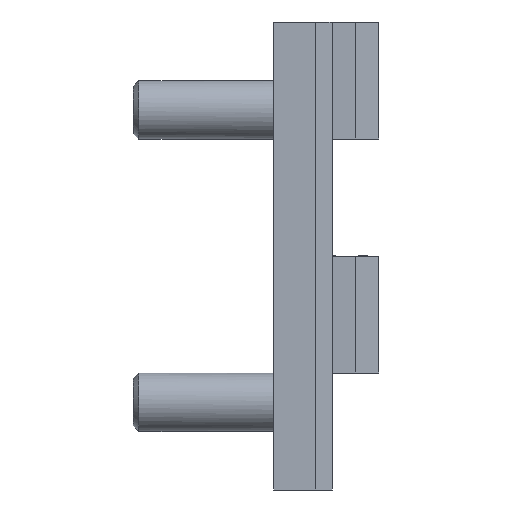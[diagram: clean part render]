
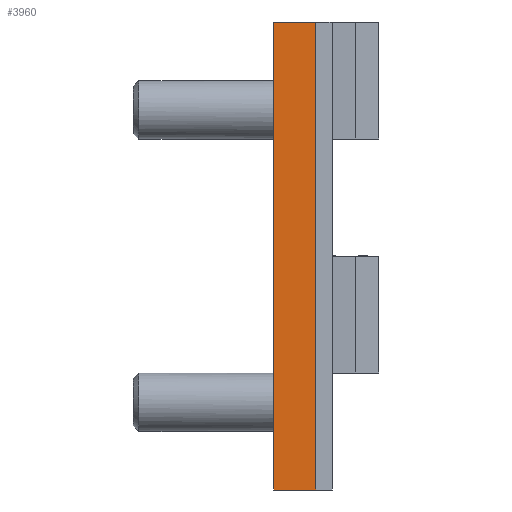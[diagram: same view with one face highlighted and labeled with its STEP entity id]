
A CAD part, left-side view. The second image highlights one B-rep face of the part: STEP entity #3960.
In plain terms, the highlighted planar face has unit normal (-1, 0, 0).
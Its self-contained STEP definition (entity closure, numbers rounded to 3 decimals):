
#339 = PLANE('',#340);
#340 = AXIS2_PLACEMENT_3D('',#341,#342,#343);
#341 = CARTESIAN_POINT('',(31.38,-1.98,
    159.));
#342 = DIRECTION('',(0.,0.,1.));
#343 = DIRECTION('',(-1.,0.,0.));
#825 = PLANE('',#826);
#826 = AXIS2_PLACEMENT_3D('',#827,#828,#829);
#827 = CARTESIAN_POINT('',(32.467,-3.,
    114.88));
#828 = DIRECTION('',(0.,1.,0.));
#829 = DIRECTION('',(0.,0.,1.));
#2556 = EDGE_CURVE('',#2557,#2559,#2561,.T.);
#2557 = VERTEX_POINT('',#2558);
#2558 = CARTESIAN_POINT('',(34.,-6.6,
    159.));
#2559 = VERTEX_POINT('',#2560);
#2560 = CARTESIAN_POINT('',(34.,-3.,
    159.));
#2561 = SURFACE_CURVE('',#2562,(#2565,#2571),.PCURVE_S1.);
#2562 = B_SPLINE_CURVE_WITH_KNOTS('',1,(#2563,#2564),.UNSPECIFIED.,.F.,
  .F.,(2,2),(0.,3.6),.PIECEWISE_BEZIER_KNOTS.);
#2563 = CARTESIAN_POINT('',(34.,-6.6,
    159.));
#2564 = CARTESIAN_POINT('',(34.,-3.,
    159.));
#2565 = PCURVE('',#339,#2566);
#2566 = DEFINITIONAL_REPRESENTATION('',(#2567),#2570);
#2567 = B_SPLINE_CURVE_WITH_KNOTS('',1,(#2568,#2569),.UNSPECIFIED.,.F.,
  .F.,(2,2),(0.,3.6),.PIECEWISE_BEZIER_KNOTS.);
#2568 = CARTESIAN_POINT('',(-2.62,4.62));
#2569 = CARTESIAN_POINT('',(-2.62,1.02));
#2570 = ( GEOMETRIC_REPRESENTATION_CONTEXT(2) 
PARAMETRIC_REPRESENTATION_CONTEXT() REPRESENTATION_CONTEXT('2D SPACE',''
  ) );
#2571 = PCURVE('',#2572,#2577);
#2572 = PLANE('',#2573);
#2573 = AXIS2_PLACEMENT_3D('',#2574,#2575,#2576);
#2574 = CARTESIAN_POINT('',(34.,-2.52,
    163.12));
#2575 = DIRECTION('',(-1.,0.,0.));
#2576 = DIRECTION('',(0.,0.,1.));
#2577 = DEFINITIONAL_REPRESENTATION('',(#2578),#2581);
#2578 = B_SPLINE_CURVE_WITH_KNOTS('',1,(#2579,#2580),.UNSPECIFIED.,.F.,
  .F.,(2,2),(0.,3.6),.PIECEWISE_BEZIER_KNOTS.);
#2579 = CARTESIAN_POINT('',(-4.12,-4.08));
#2580 = CARTESIAN_POINT('',(-4.12,-0.48));
#2581 = ( GEOMETRIC_REPRESENTATION_CONTEXT(2) 
PARAMETRIC_REPRESENTATION_CONTEXT() REPRESENTATION_CONTEXT('2D SPACE',''
  ) );
#2597 = PLANE('',#2598);
#2598 = AXIS2_PLACEMENT_3D('',#2599,#2600,#2601);
#2599 = CARTESIAN_POINT('',(33.74,-6.34,
    163.12));
#2600 = DIRECTION('',(-0.707,-0.707,
    0.));
#2601 = DIRECTION('',(-0.707,0.707,0.)
  );
#2819 = VERTEX_POINT('',#2820);
#2820 = CARTESIAN_POINT('',(34.,-3.,
    119.));
#2832 = PLANE('',#2833);
#2833 = AXIS2_PLACEMENT_3D('',#2834,#2835,#2836);
#2834 = CARTESIAN_POINT('',(32.43,-2.38,
    119.));
#2835 = DIRECTION('',(0.,0.,-1.));
#2836 = DIRECTION('',(1.,0.,0.));
#2843 = EDGE_CURVE('',#2819,#2559,#2844,.T.);
#2844 = SURFACE_CURVE('',#2845,(#2848,#2854),.PCURVE_S1.);
#2845 = B_SPLINE_CURVE_WITH_KNOTS('',1,(#2846,#2847),.UNSPECIFIED.,.F.,
  .F.,(2,2),(0.,40.),.PIECEWISE_BEZIER_KNOTS.);
#2846 = CARTESIAN_POINT('',(34.,-3.,
    119.));
#2847 = CARTESIAN_POINT('',(34.,-3.,
    159.));
#2848 = PCURVE('',#825,#2849);
#2849 = DEFINITIONAL_REPRESENTATION('',(#2850),#2853);
#2850 = B_SPLINE_CURVE_WITH_KNOTS('',1,(#2851,#2852),.UNSPECIFIED.,.F.,
  .F.,(2,2),(0.,40.),.PIECEWISE_BEZIER_KNOTS.);
#2851 = CARTESIAN_POINT('',(4.12,1.533));
#2852 = CARTESIAN_POINT('',(44.12,1.533));
#2853 = ( GEOMETRIC_REPRESENTATION_CONTEXT(2) 
PARAMETRIC_REPRESENTATION_CONTEXT() REPRESENTATION_CONTEXT('2D SPACE',''
  ) );
#2854 = PCURVE('',#2572,#2855);
#2855 = DEFINITIONAL_REPRESENTATION('',(#2856),#2859);
#2856 = B_SPLINE_CURVE_WITH_KNOTS('',1,(#2857,#2858),.UNSPECIFIED.,.F.,
  .F.,(2,2),(0.,40.),.PIECEWISE_BEZIER_KNOTS.);
#2857 = CARTESIAN_POINT('',(-44.12,-0.48));
#2858 = CARTESIAN_POINT('',(-4.12,-0.48));
#2859 = ( GEOMETRIC_REPRESENTATION_CONTEXT(2) 
PARAMETRIC_REPRESENTATION_CONTEXT() REPRESENTATION_CONTEXT('2D SPACE',''
  ) );
#3922 = EDGE_CURVE('',#2557,#3923,#3925,.T.);
#3923 = VERTEX_POINT('',#3924);
#3924 = CARTESIAN_POINT('',(34.,-6.6,
    119.));
#3925 = SURFACE_CURVE('',#3926,(#3929,#3935),.PCURVE_S1.);
#3926 = B_SPLINE_CURVE_WITH_KNOTS('',1,(#3927,#3928),.UNSPECIFIED.,.F.,
  .F.,(2,2),(-40.,0.),.PIECEWISE_BEZIER_KNOTS.);
#3927 = CARTESIAN_POINT('',(34.,-6.6,
    159.));
#3928 = CARTESIAN_POINT('',(34.,-6.6,
    119.));
#3929 = PCURVE('',#2597,#3930);
#3930 = DEFINITIONAL_REPRESENTATION('',(#3931),#3934);
#3931 = B_SPLINE_CURVE_WITH_KNOTS('',1,(#3932,#3933),.UNSPECIFIED.,.F.,
  .F.,(2,2),(-40.,0.),.PIECEWISE_BEZIER_KNOTS.);
#3932 = CARTESIAN_POINT('',(-0.368,4.12));
#3933 = CARTESIAN_POINT('',(-0.368,44.12));
#3934 = ( GEOMETRIC_REPRESENTATION_CONTEXT(2) 
PARAMETRIC_REPRESENTATION_CONTEXT() REPRESENTATION_CONTEXT('2D SPACE',''
  ) );
#3935 = PCURVE('',#2572,#3936);
#3936 = DEFINITIONAL_REPRESENTATION('',(#3937),#3940);
#3937 = B_SPLINE_CURVE_WITH_KNOTS('',1,(#3938,#3939),.UNSPECIFIED.,.F.,
  .F.,(2,2),(-40.,0.),.PIECEWISE_BEZIER_KNOTS.);
#3938 = CARTESIAN_POINT('',(-4.12,-4.08));
#3939 = CARTESIAN_POINT('',(-44.12,-4.08));
#3940 = ( GEOMETRIC_REPRESENTATION_CONTEXT(2) 
PARAMETRIC_REPRESENTATION_CONTEXT() REPRESENTATION_CONTEXT('2D SPACE',''
  ) );
#3960 = ADVANCED_FACE('',(#3961),#2572,.T.);
#3961 = FACE_BOUND('',#3962,.T.);
#3962 = EDGE_LOOP('',(#3963,#3964,#3965,#3983));
#3963 = ORIENTED_EDGE('',*,*,#2556,.T.);
#3964 = ORIENTED_EDGE('',*,*,#2843,.F.);
#3965 = ORIENTED_EDGE('',*,*,#3966,.T.);
#3966 = EDGE_CURVE('',#2819,#3923,#3967,.T.);
#3967 = SURFACE_CURVE('',#3968,(#3971,#3977),.PCURVE_S1.);
#3968 = B_SPLINE_CURVE_WITH_KNOTS('',1,(#3969,#3970),.UNSPECIFIED.,.F.,
  .F.,(2,2),(-3.6,0.),.PIECEWISE_BEZIER_KNOTS.);
#3969 = CARTESIAN_POINT('',(34.,-3.,
    119.));
#3970 = CARTESIAN_POINT('',(34.,-6.6,
    119.));
#3971 = PCURVE('',#2572,#3972);
#3972 = DEFINITIONAL_REPRESENTATION('',(#3973),#3976);
#3973 = B_SPLINE_CURVE_WITH_KNOTS('',1,(#3974,#3975),.UNSPECIFIED.,.F.,
  .F.,(2,2),(-3.6,0.),.PIECEWISE_BEZIER_KNOTS.);
#3974 = CARTESIAN_POINT('',(-44.12,-0.48));
#3975 = CARTESIAN_POINT('',(-44.12,-4.08));
#3976 = ( GEOMETRIC_REPRESENTATION_CONTEXT(2) 
PARAMETRIC_REPRESENTATION_CONTEXT() REPRESENTATION_CONTEXT('2D SPACE',''
  ) );
#3977 = PCURVE('',#2832,#3978);
#3978 = DEFINITIONAL_REPRESENTATION('',(#3979),#3982);
#3979 = B_SPLINE_CURVE_WITH_KNOTS('',1,(#3980,#3981),.UNSPECIFIED.,.F.,
  .F.,(2,2),(-3.6,0.),.PIECEWISE_BEZIER_KNOTS.);
#3980 = CARTESIAN_POINT('',(1.57,0.62));
#3981 = CARTESIAN_POINT('',(1.57,4.22));
#3982 = ( GEOMETRIC_REPRESENTATION_CONTEXT(2) 
PARAMETRIC_REPRESENTATION_CONTEXT() REPRESENTATION_CONTEXT('2D SPACE',''
  ) );
#3983 = ORIENTED_EDGE('',*,*,#3922,.F.);
